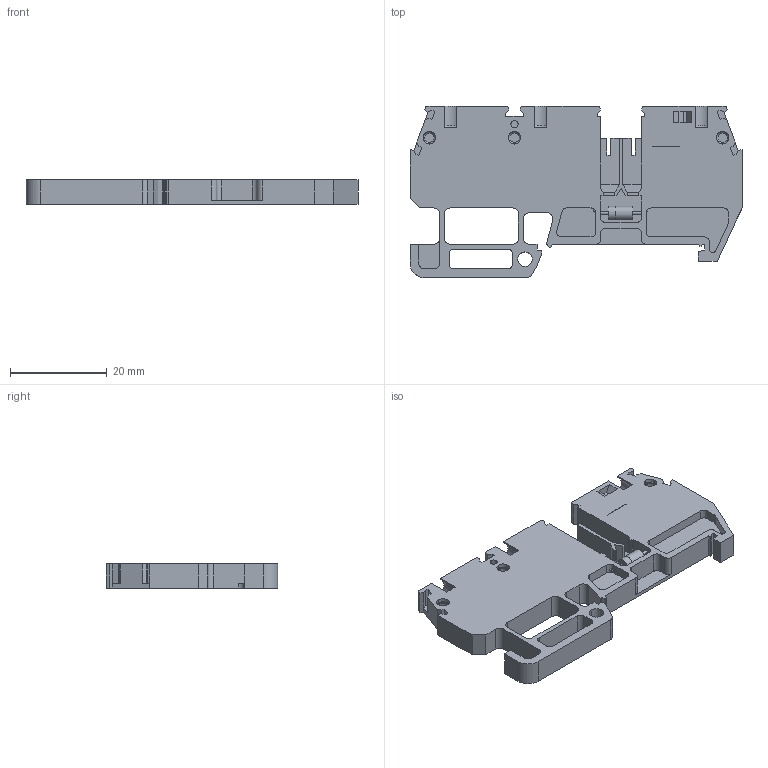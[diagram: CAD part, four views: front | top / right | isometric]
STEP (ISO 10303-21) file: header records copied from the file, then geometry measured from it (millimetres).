
FILE_DESCRIPTION (( 'STEP AP214' ), '1' );
FILE_NAME ('42413D6-DN-Q12-1-2-DR-A1.STEP', '2014-05-05T13:47:31', ( '' ), ( '' ), 'SwSTEP 2.0', 'SolidWorks 2013', '' );
FILE_SCHEMA (( 'AUTOMOTIVE_DESIGN' ));
Length unit declared in the file: millimetre
Products named in the file (3): 20310_Piega3; 42413D6_DN-Q12-1-2-DR-A; 42413D6-DN-Q12-1-2-DR-A1
Assembly tree (2 placements, depth 2):
  42413D6-DN-Q12-1-2-DR-A1
    42413D6_DN-Q12-1-2-DR-A
    20310_Piega3
Bounding box: 68.6 x 35.4 x 5 mm (x, y, z)
Volume: 6469.4 mm3; surface area: 7129.8 mm2
Topology: 1 solids, 3 shells, 400 faces, 1085 edges, 703 vertices
Faces by surface type: plane 284, cylinder 84, torus 14, bspline 12, cone 6
Entity records: 13051 total; most frequent: CARTESIAN_POINT 2747, ORIENTED_EDGE 2158, DIRECTION 2036, EDGE_CURVE 1081, LINE 844, VECTOR 844, VERTEX_POINT 703, AXIS2_PLACEMENT_3D 596
